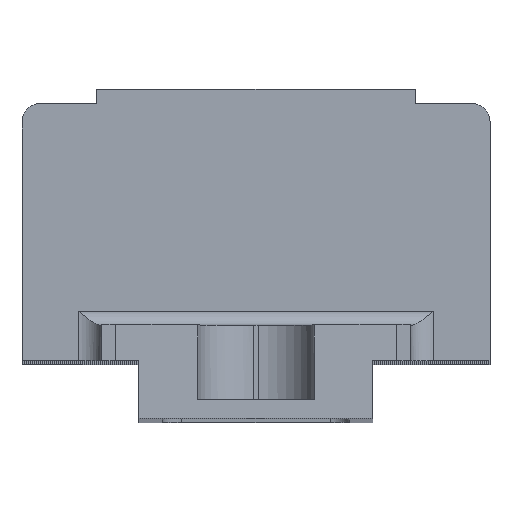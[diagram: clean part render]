
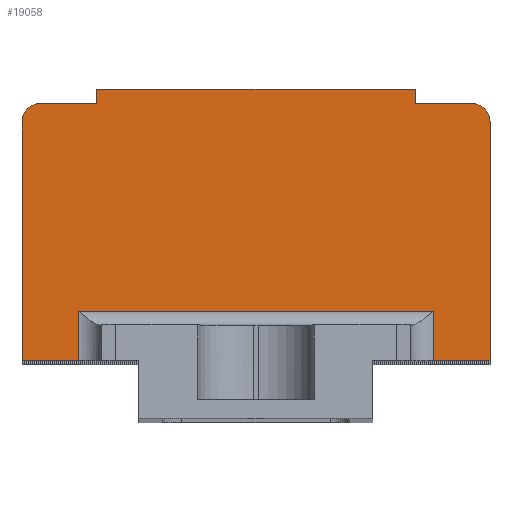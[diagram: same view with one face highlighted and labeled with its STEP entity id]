
A CAD part, top view. The second image highlights one B-rep face of the part: STEP entity #19058.
In plain terms, the highlighted planar face has unit normal (0, 0, 1).
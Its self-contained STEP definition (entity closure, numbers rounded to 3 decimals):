
#709=DIRECTION('',(1.,0.,0.));
#710=VECTOR('',#709,38.);
#711=CARTESIAN_POINT('',(-19.,11.5,250.1));
#712=LINE('',#711,#710);
#736=DIRECTION('',(0.,1.,0.));
#737=VECTOR('',#736,5.3);
#738=CARTESIAN_POINT('',(-19.,6.2,250.1));
#739=LINE('',#738,#737);
#754=DIRECTION('',(1.,0.,0.));
#755=VECTOR('',#754,6.);
#756=CARTESIAN_POINT('',(-23.,33.7,250.1));
#757=LINE('',#756,#755);
#758=DIRECTION('',(0.,1.,0.));
#759=VECTOR('',#758,1.5);
#760=CARTESIAN_POINT('',(-17.,33.7,250.1));
#761=LINE('',#760,#759);
#762=DIRECTION('',(1.,0.,0.));
#763=VECTOR('',#762,34.);
#764=CARTESIAN_POINT('',(-17.,35.2,250.1));
#765=LINE('',#764,#763);
#766=DIRECTION('',(0.,-1.,0.));
#767=VECTOR('',#766,1.5);
#768=CARTESIAN_POINT('',(17.,35.2,250.1));
#769=LINE('',#768,#767);
#770=DIRECTION('',(1.,0.,0.));
#771=VECTOR('',#770,6.);
#772=CARTESIAN_POINT('',(17.,33.7,250.1));
#773=LINE('',#772,#771);
#774=DIRECTION('',(0.,-1.,0.));
#775=VECTOR('',#774,25.5);
#776=CARTESIAN_POINT('',(25.,31.7,250.1));
#777=LINE('',#776,#775);
#778=DIRECTION('',(-1.,0.,0.));
#779=VECTOR('',#778,6.);
#780=CARTESIAN_POINT('',(25.,6.2,250.1));
#781=LINE('',#780,#779);
#782=DIRECTION('',(-1.,0.,0.));
#783=VECTOR('',#782,6.);
#784=CARTESIAN_POINT('',(-19.,6.2,250.1));
#785=LINE('',#784,#783);
#786=DIRECTION('',(0.,1.,0.));
#787=VECTOR('',#786,25.5);
#788=CARTESIAN_POINT('',(-25.,6.2,250.1));
#789=LINE('',#788,#787);
#794=CARTESIAN_POINT('',(-23.,31.7,250.1));
#795=DIRECTION('',(0.,0.,1.));
#796=DIRECTION('',(0.,1.,0.));
#797=AXIS2_PLACEMENT_3D('',#794,#795,#796);
#1907=DIRECTION('',(0.,1.,0.));
#1908=VECTOR('',#1907,5.3);
#1909=CARTESIAN_POINT('',(19.,6.2,250.1));
#1910=LINE('',#1909,#1908);
#2049=CARTESIAN_POINT('',(23.,31.7,250.1));
#2050=DIRECTION('',(0.,0.,1.));
#2051=DIRECTION('',(1.,0.,0.));
#2052=AXIS2_PLACEMENT_3D('',#2049,#2050,#2051);
#15289=CARTESIAN_POINT('',(-17.,33.7,250.1));
#15290=CARTESIAN_POINT('',(-17.,35.2,250.1));
#15291=VERTEX_POINT('',#15289);
#15292=VERTEX_POINT('',#15290);
#15293=CARTESIAN_POINT('',(17.,35.2,250.1));
#15294=VERTEX_POINT('',#15293);
#15295=CARTESIAN_POINT('',(17.,33.7,250.1));
#15296=VERTEX_POINT('',#15295);
#15305=CARTESIAN_POINT('',(25.,6.2,250.1));
#15307=VERTEX_POINT('',#15305);
#15309=CARTESIAN_POINT('',(-25.,6.2,250.1));
#15311=VERTEX_POINT('',#15309);
#15501=CARTESIAN_POINT('',(19.,6.2,250.1));
#15502=VERTEX_POINT('',#15501);
#15507=CARTESIAN_POINT('',(-19.,6.2,250.1));
#15508=VERTEX_POINT('',#15507);
#15509=CARTESIAN_POINT('',(-19.,11.5,250.1));
#15510=CARTESIAN_POINT('',(19.,11.5,250.1));
#15511=VERTEX_POINT('',#15509);
#15512=VERTEX_POINT('',#15510);
#15702=CARTESIAN_POINT('',(-23.,33.7,250.1));
#15704=VERTEX_POINT('',#15702);
#15705=CARTESIAN_POINT('',(-25.,31.7,250.1));
#15706=VERTEX_POINT('',#15705);
#15806=CARTESIAN_POINT('',(25.,31.7,250.1));
#15808=VERTEX_POINT('',#15806);
#15809=CARTESIAN_POINT('',(23.,33.7,250.1));
#15810=VERTEX_POINT('',#15809);
#19025=CARTESIAN_POINT('',(0.,0.,250.1));
#19026=DIRECTION('',(0.,0.,-1.));
#19027=DIRECTION('',(-1.,0.,0.));
#19028=AXIS2_PLACEMENT_3D('',#19025,#19026,#19027);
#19029=PLANE('',#19028);
#19031=ORIENTED_EDGE('',*,*,#19030,.F.);
#19033=ORIENTED_EDGE('',*,*,#19032,.T.);
#19035=ORIENTED_EDGE('',*,*,#19034,.T.);
#19037=ORIENTED_EDGE('',*,*,#19036,.T.);
#19039=ORIENTED_EDGE('',*,*,#19038,.T.);
#19041=ORIENTED_EDGE('',*,*,#19040,.T.);
#19043=ORIENTED_EDGE('',*,*,#19042,.F.);
#19045=ORIENTED_EDGE('',*,*,#19044,.T.);
#19047=ORIENTED_EDGE('',*,*,#19046,.T.);
#19049=ORIENTED_EDGE('',*,*,#19048,.T.);
#19050=ORIENTED_EDGE('',*,*,#18999,.F.);
#19051=ORIENTED_EDGE('',*,*,#19014,.F.);
#19053=ORIENTED_EDGE('',*,*,#19052,.T.);
#19055=ORIENTED_EDGE('',*,*,#19054,.T.);
#19056=EDGE_LOOP('',(#19031,#19033,#19035,#19037,#19039,#19041,#19043,#19045,
#19047,#19049,#19050,#19051,#19053,#19055));
#19057=FACE_OUTER_BOUND('',#19056,.F.);
#19058=ADVANCED_FACE('',(#19057),#19029,.F.);
#798=CIRCLE('',#797,2.);
#2053=CIRCLE('',#2052,2.);
#18999=EDGE_CURVE('',#15511,#15512,#712,.T.);
#19014=EDGE_CURVE('',#15508,#15511,#739,.T.);
#19030=EDGE_CURVE('',#15704,#15706,#798,.T.);
#19032=EDGE_CURVE('',#15704,#15291,#757,.T.);
#19034=EDGE_CURVE('',#15291,#15292,#761,.T.);
#19036=EDGE_CURVE('',#15292,#15294,#765,.T.);
#19038=EDGE_CURVE('',#15294,#15296,#769,.T.);
#19040=EDGE_CURVE('',#15296,#15810,#773,.T.);
#19042=EDGE_CURVE('',#15808,#15810,#2053,.T.);
#19044=EDGE_CURVE('',#15808,#15307,#777,.T.);
#19046=EDGE_CURVE('',#15307,#15502,#781,.T.);
#19048=EDGE_CURVE('',#15502,#15512,#1910,.T.);
#19052=EDGE_CURVE('',#15508,#15311,#785,.T.);
#19054=EDGE_CURVE('',#15311,#15706,#789,.T.);
